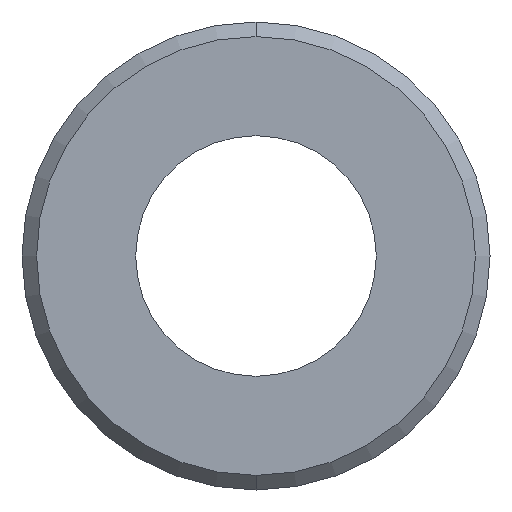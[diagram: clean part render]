
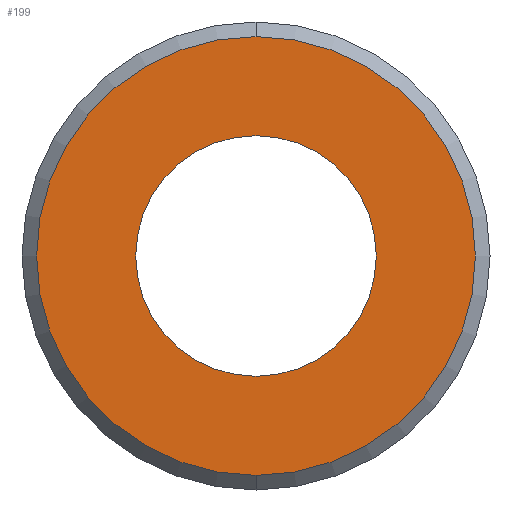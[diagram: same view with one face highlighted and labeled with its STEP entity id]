
A CAD part, front view. The second image highlights one B-rep face of the part: STEP entity #199.
In plain terms, the highlighted planar face has unit normal (0, -1, 0).
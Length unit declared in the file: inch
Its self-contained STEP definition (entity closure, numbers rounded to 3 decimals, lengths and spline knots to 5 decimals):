
#1 = DIRECTION ( 'NONE',  ( 0., 0., 1. ) ) ;
#12 = VERTEX_POINT ( 'NONE', #344 ) ;
#14 = VERTEX_POINT ( 'NONE', #256 ) ;
#35 = EDGE_LOOP ( 'NONE', ( #112, #125 ) ) ;
#38 = EDGE_LOOP ( 'NONE', ( #318, #238 ) ) ;
#50 = CARTESIAN_POINT ( 'NONE',  ( 0., -1.125, 0. ) ) ;
#57 = DIRECTION ( 'NONE',  ( 0., 0., 1. ) ) ;
#61 = VERTEX_POINT ( 'NONE', #231 ) ;
#69 = VERTEX_POINT ( 'NONE', #106 ) ;
#85 = AXIS2_PLACEMENT_3D ( 'NONE', #50, #160, #1 ) ;
#88 = FACE_OUTER_BOUND ( 'NONE', #38, .T. ) ;
#106 = CARTESIAN_POINT ( 'NONE',  ( 0., -1.125, 0.1285 ) ) ;
#109 = CARTESIAN_POINT ( 'NONE',  ( 0., -1.125, 0. ) ) ;
#112 = ORIENTED_EDGE ( 'NONE', *, *, #130, .T. ) ;
#115 = DIRECTION ( 'NONE',  ( 0., 0., 1. ) ) ;
#125 = ORIENTED_EDGE ( 'NONE', *, *, #166, .T. ) ;
#128 = CIRCLE ( 'NONE', #173, 0.23437 ) ;
#130 = EDGE_CURVE ( 'NONE', #69, #61, #134, .T. ) ;
#134 = CIRCLE ( 'NONE', #254, 0.1285 ) ;
#138 = PLANE ( 'NONE',  #232 ) ;
#141 = DIRECTION ( 'NONE',  ( 0., 1., 0. ) ) ;
#143 = CIRCLE ( 'NONE', #334, 0.1285 ) ;
#153 = EDGE_CURVE ( 'NONE', #14, #12, #279, .T. ) ;
#160 = DIRECTION ( 'NONE',  ( 0., -1., 0. ) ) ;
#166 = EDGE_CURVE ( 'NONE', #61, #69, #143, .T. ) ;
#167 = DIRECTION ( 'NONE',  ( 0., 0., 1. ) ) ;
#173 = AXIS2_PLACEMENT_3D ( 'NONE', #109, #205, #341 ) ;
#188 = CARTESIAN_POINT ( 'NONE',  ( 0., -1.125, 0. ) ) ;
#199 = ADVANCED_FACE ( 'NONE', ( #331, #88 ), #138, .F. ) ;
#205 = DIRECTION ( 'NONE',  ( 0., -1., 0. ) ) ;
#218 = CARTESIAN_POINT ( 'NONE',  ( 0., -1.125, 0. ) ) ;
#231 = CARTESIAN_POINT ( 'NONE',  ( 0., -1.125, -0.1285 ) ) ;
#232 = AXIS2_PLACEMENT_3D ( 'NONE', #244, #274, #57 ) ;
#238 = ORIENTED_EDGE ( 'NONE', *, *, #332, .T. ) ;
#244 = CARTESIAN_POINT ( 'NONE',  ( 0., -1.125, 0. ) ) ;
#254 = AXIS2_PLACEMENT_3D ( 'NONE', #218, #141, #167 ) ;
#256 = CARTESIAN_POINT ( 'NONE',  ( 0., -1.125, 0.23437 ) ) ;
#267 = DIRECTION ( 'NONE',  ( 0., 1., 0. ) ) ;
#274 = DIRECTION ( 'NONE',  ( 0., 1., 0. ) ) ;
#279 = CIRCLE ( 'NONE', #85, 0.23437 ) ;
#318 = ORIENTED_EDGE ( 'NONE', *, *, #153, .T. ) ;
#331 = FACE_BOUND ( 'NONE', #35, .T. ) ;
#332 = EDGE_CURVE ( 'NONE', #12, #14, #128, .T. ) ;
#334 = AXIS2_PLACEMENT_3D ( 'NONE', #188, #267, #115 ) ;
#341 = DIRECTION ( 'NONE',  ( 0., 0., 1. ) ) ;
#344 = CARTESIAN_POINT ( 'NONE',  ( 0., -1.125, -0.23437 ) ) ;
